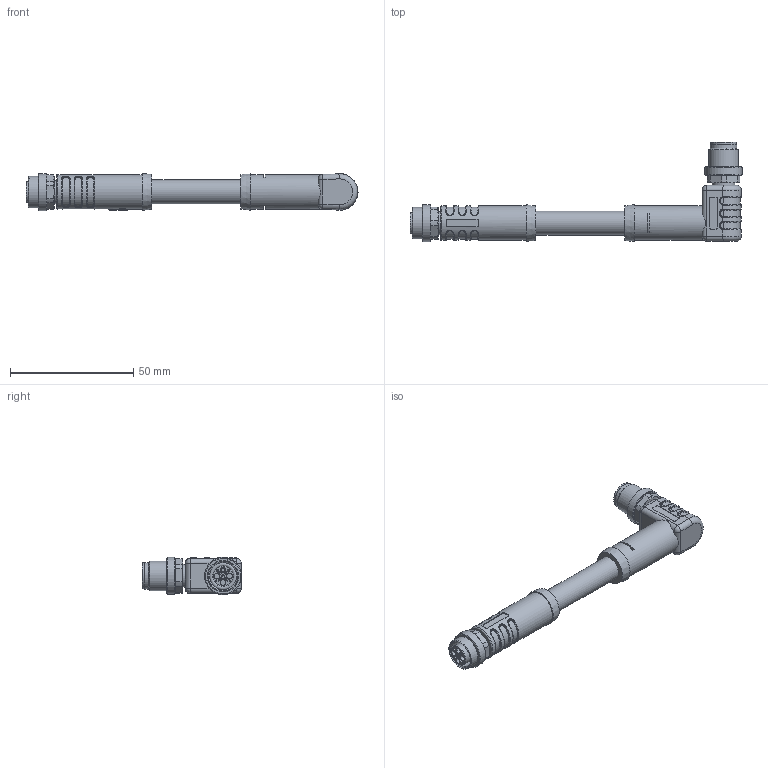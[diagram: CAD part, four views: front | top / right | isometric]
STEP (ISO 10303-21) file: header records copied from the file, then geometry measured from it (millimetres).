
FILE_DESCRIPTION(/* description */ (''),/* implementation_level */ '2;1');
FILE_NAME(/* name */ '8064002__Verbindungsleitung.stp',/* time_stamp */ '2016-05-18T07:39:10+02:00',/* author */ (''),/* organization */ (''),/* preprocessor_version */ 'ST-DEVELOPER v16',/* originating_system */ 'SIEMENS PLM Software NX 10.0',/* authorisation */ '');
FILE_SCHEMA (('AUTOMOTIVE_DESIGN { 1 0 10303 214 3 1 1 1 }'));
Length unit declared in the file: millimetre
Products named in the file (1): t.he19B8E3F6cx8o
Bounding box: 134.5 x 40.2 x 15.11 mm (x, y, z)
Volume: 20819.3 mm3; surface area: 8980.7 mm2
Topology: 1 solids, 1 shells, 436 faces, 1015 edges, 613 vertices
Faces by surface type: plane 134, cylinder 131, bspline 64, torus 61, cone 36, sphere 8, extrusion 2
Full cylindrical faces by diameter (mm): 1.5 x3, 2.12 x3, 2.3 x3, 8.3 x1, 8.35 x1, 9.3 x2, 9.7 x1, 10.5 x1, 10.8 x1, 10.95 x1, 12 x1, 12.3 x1, 12.8 x1, 14 x2, 15 x2
Entity records: 14638 total; most frequent: CARTESIAN_POINT 5221, DIRECTION 2007, ORIENTED_EDGE 1872, EDGE_CURVE 936, AXIS2_PLACEMENT_3D 833, VERTEX_POINT 585, EDGE_LOOP 519, ADVANCED_FACE 436
